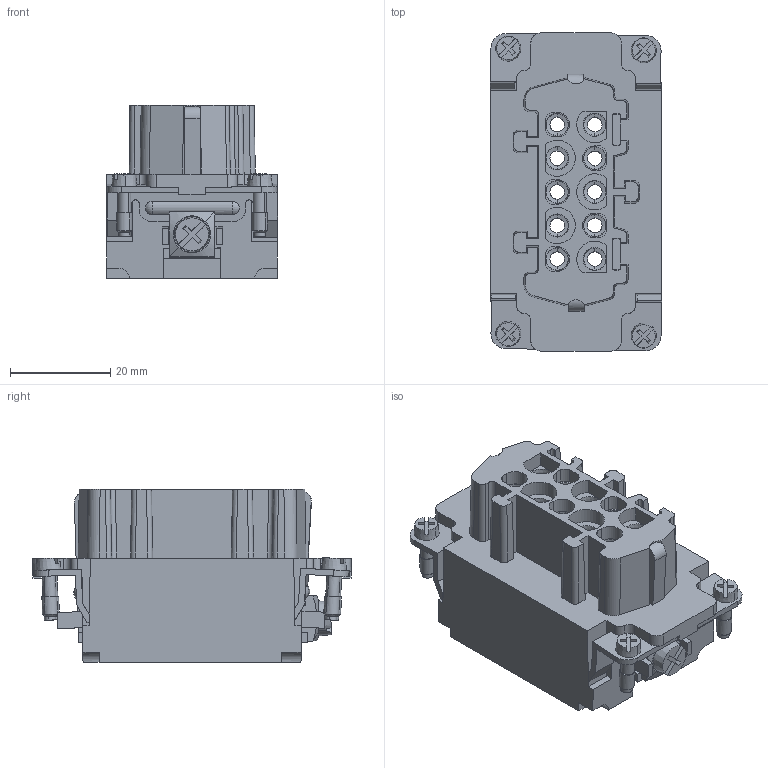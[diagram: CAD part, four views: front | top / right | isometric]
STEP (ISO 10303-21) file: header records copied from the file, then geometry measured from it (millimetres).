
FILE_DESCRIPTION(('Creo Elements/Direct Modeling STEP Export'),'2;1');
FILE_NAME('model.stp','2020-05-27T 9:33:07',(''),(''),'Creo Elements/Direct Modeling STEP processor for AP214 (Solid Model)','Creo Elements/Direct Modeling 20.1A 29-Sep-2018 (C) Parametric Technology GmbH','');
FILE_SCHEMA(('AUTOMOTIVE_DESIGN { 1 0 10303 214 1 1 1 1 }'));
Length unit declared in the file: millimetre
Products named in the file (2): HC_B_10_I_CT_F-select
Assembly tree (1 placements, depth 2):
  HC_B_10_I_CT_F-select
    HC_B_10_I_CT_F-select
Bounding box: 34.13 x 63.4 x 34.55 mm (x, y, z)
Volume: 37241.8 mm3; surface area: 16589 mm2
Topology: 1 solids, 1 shells, 555 faces, 1571 edges, 1052 vertices
Faces by surface type: plane 335, cylinder 156, cone 60, sphere 4
Entity records: 22140 total; most frequent: CARTESIAN_POINT 3856, ORIENTED_EDGE 3142, DIRECTION 2605, EDGE_CURVE 1571, VERTEX_POINT 1052, VECTOR 997, LINE 997, AXIS2_PLACEMENT_3D 804
